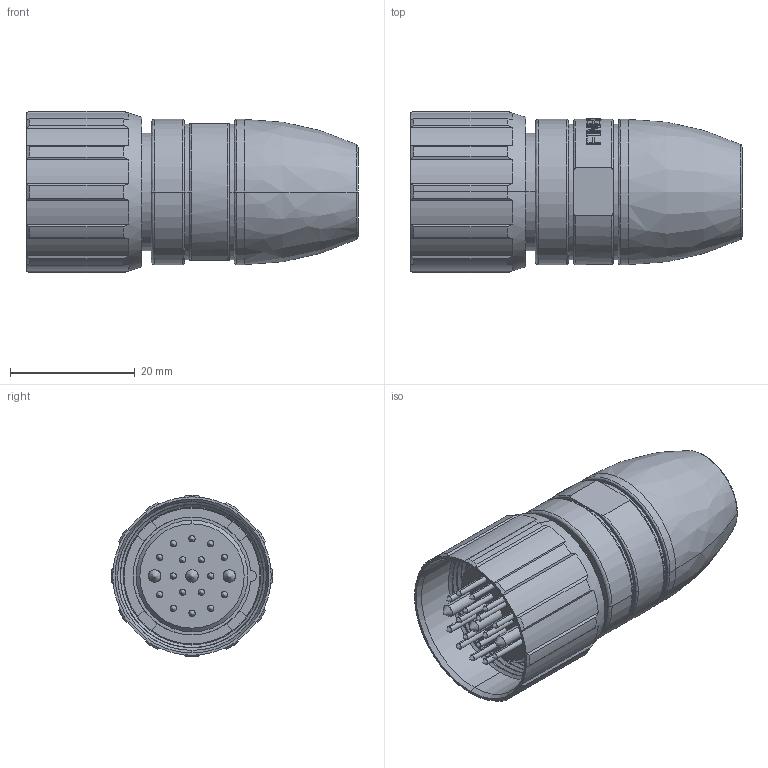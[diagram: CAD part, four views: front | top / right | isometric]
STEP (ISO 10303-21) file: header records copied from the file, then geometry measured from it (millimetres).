
FILE_DESCRIPTION (( 'STEP AP203' ), '1' );
FILE_NAME ('P377.STEP', '2020-04-15T07:16:59', ( 'edpusr' ), ( 'Microsoft' ), 'SwSTEP 2.0', 'SolidWorks 2015', '' );
FILE_SCHEMA (( 'CONFIG_CONTROL_DESIGN' ));
Length unit declared in the file: millimetre
Products named in the file (1): P377
Bounding box: 53.3 x 25.99 x 26 mm (x, y, z)
Volume: 10424.4 mm3; surface area: 11283.5 mm2
Topology: 4 solids, 4 shells, 347 faces, 846 edges, 548 vertices
Faces by surface type: plane 129, cylinder 112, bspline 83, cone 23
Entity records: 21426 total; most frequent: CARTESIAN_POINT 13575, ORIENTED_EDGE 1692, DIRECTION 1475, EDGE_CURVE 846, AXIS2_PLACEMENT_3D 562, VERTEX_POINT 548, EDGE_LOOP 392, VECTOR 351
